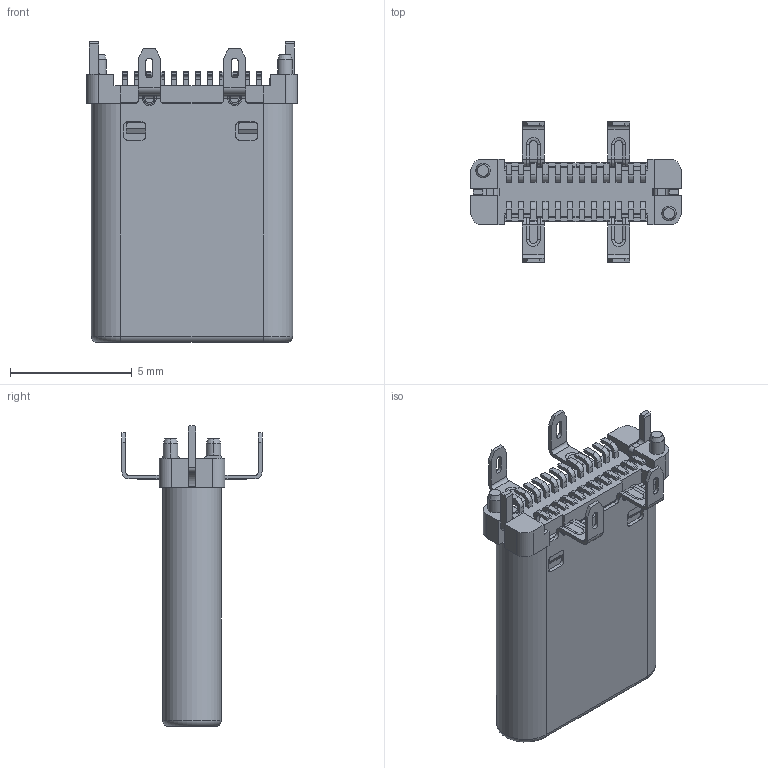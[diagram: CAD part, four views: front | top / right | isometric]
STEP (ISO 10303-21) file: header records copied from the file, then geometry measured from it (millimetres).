
FILE_DESCRIPTION((''),'2;1');
FILE_NAME('TANPIAN-PLASTIC_1_2__2_23_1_1_8','2025-11-22T09:00:12',('Administrator'),(''),'CREO PARAMETRIC BY PTC INC, 2022073','CREO PARAMETRIC BY PTC INC, 2022073','');
FILE_SCHEMA(('CONFIG_CONTROL_DESIGN'));
Length unit declared in the file: millimetre
Products named in the file (1): TANPIAN-PLASTIC_1_2__2_23_1_1_8
Bounding box: 8.65 x 5.75 x 12.34 mm (x, y, z)
Volume: 163.3 mm3; surface area: 494.7 mm2
Topology: 1 solids, 13 shells, 1376 faces, 3859 edges, 2540 vertices
Faces by surface type: plane 1014, cylinder 306, torus 36, bspline 16, cone 4
Entity records: 44385 total; most frequent: CARTESIAN_POINT 8149, ORIENTED_EDGE 7718, DIRECTION 7321, EDGE_CURVE 3859, VECTOR 3045, LINE 3045, VERTEX_POINT 2540, AXIS2_PLACEMENT_3D 2138
